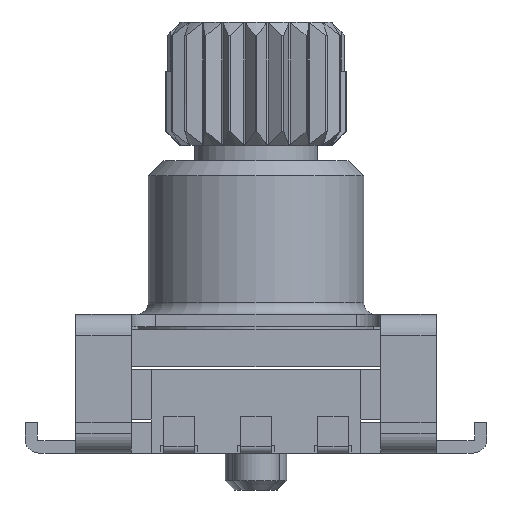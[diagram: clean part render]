
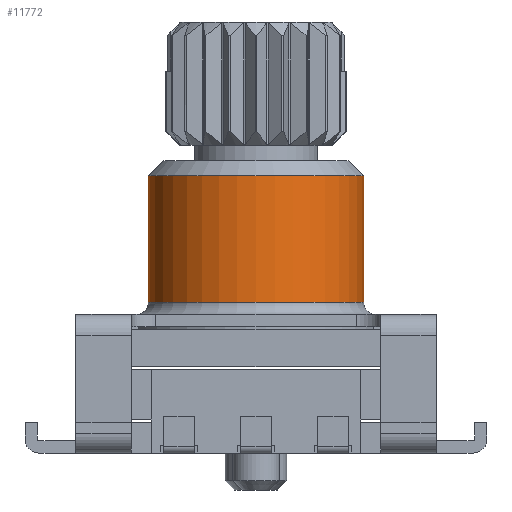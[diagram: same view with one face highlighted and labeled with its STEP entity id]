
A CAD part, front view. The second image highlights one B-rep face of the part: STEP entity #11772.
In plain terms, the highlighted cylindrical face has radius 3.5 mm (diameter 7 mm), a partial arc.
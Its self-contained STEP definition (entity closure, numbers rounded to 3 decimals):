
#8640=CARTESIAN_POINT('',(0.,0.,4.4));
#8641=DIRECTION('',(0.,0.,1.));
#8642=DIRECTION('',(-1.,0.,0.));
#8643=AXIS2_PLACEMENT_3D('',#8640,#8641,#8642);
#8645=DIRECTION('',(0.,0.,1.));
#8646=VECTOR('',#8645,4.1);
#8647=CARTESIAN_POINT('',(-3.5,0.,4.4));
#8648=LINE('',#8647,#8646);
#8649=CARTESIAN_POINT('',(0.,0.,8.5));
#8650=DIRECTION('',(0.,0.,1.));
#8651=DIRECTION('',(-1.,0.,0.));
#8652=AXIS2_PLACEMENT_3D('',#8649,#8650,#8651);
#8713=DIRECTION('',(0.,0.,1.));
#8714=VECTOR('',#8713,4.1);
#8715=CARTESIAN_POINT('',(3.5,0.,4.4));
#8716=LINE('',#8715,#8714);
#9020=CARTESIAN_POINT('',(-3.5,0.,8.5));
#9021=CARTESIAN_POINT('',(3.5,0.,8.5));
#9022=VERTEX_POINT('',#9020);
#9023=VERTEX_POINT('',#9021);
#9028=CARTESIAN_POINT('',(-3.5,0.,4.4));
#9029=CARTESIAN_POINT('',(3.5,0.,4.4));
#9030=VERTEX_POINT('',#9028);
#9031=VERTEX_POINT('',#9029);
#11758=CARTESIAN_POINT('',(0.,0.,4.));
#11759=DIRECTION('',(0.,0.,1.));
#11760=DIRECTION('',(1.,0.,0.));
#11761=AXIS2_PLACEMENT_3D('',#11758,#11759,#11760);
#11762=CYLINDRICAL_SURFACE('',#11761,3.5);
#11764=ORIENTED_EDGE('',*,*,#11763,.F.);
#11766=ORIENTED_EDGE('',*,*,#11765,.T.);
#11767=ORIENTED_EDGE('',*,*,#11745,.T.);
#11769=ORIENTED_EDGE('',*,*,#11768,.F.);
#11770=EDGE_LOOP('',(#11764,#11766,#11767,#11769));
#11771=FACE_OUTER_BOUND('',#11770,.F.);
#11772=ADVANCED_FACE('',(#11771),#11762,.T.);
#8644=CIRCLE('',#8643,3.5);
#8653=CIRCLE('',#8652,3.5);
#11745=EDGE_CURVE('',#9022,#9023,#8653,.T.);
#11763=EDGE_CURVE('',#9030,#9031,#8644,.T.);
#11765=EDGE_CURVE('',#9030,#9022,#8648,.T.);
#11768=EDGE_CURVE('',#9031,#9023,#8716,.T.);
